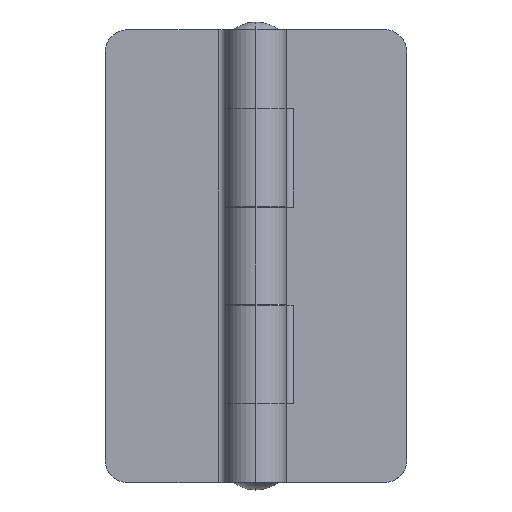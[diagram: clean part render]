
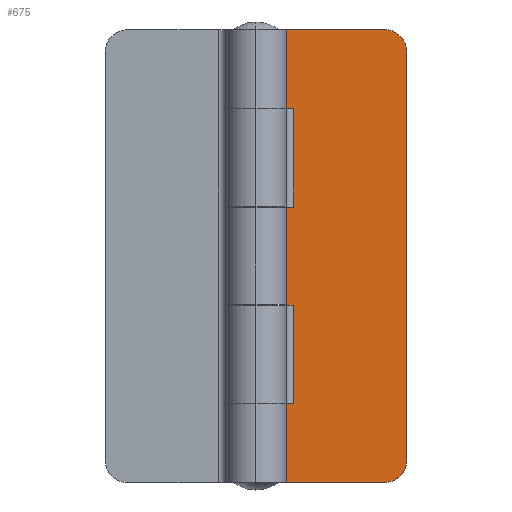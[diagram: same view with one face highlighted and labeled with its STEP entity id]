
A CAD part, top view. The second image highlights one B-rep face of the part: STEP entity #675.
In plain terms, the highlighted planar face has unit normal (0, 0, 1).
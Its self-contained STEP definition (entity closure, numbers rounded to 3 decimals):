
#615 = VERTEX_POINT ( 'NONE', #1485 ) ;
#625 = VERTEX_POINT ( 'NONE', #1530 ) ;
#635 = VERTEX_POINT ( 'NONE', #1513 ) ;
#637 = EDGE_CURVE ( 'NONE', #635, #638, #1512, .T. ) ;
#638 = VERTEX_POINT ( 'NONE', #1508 ) ;
#651 = ORIENTED_EDGE ( 'NONE', *, *, #652, .T. ) ;
#652 = EDGE_CURVE ( 'NONE', #734, #653, #1541, .T. ) ;
#653 = VERTEX_POINT ( 'NONE', #1602 ) ;
#654 = ORIENTED_EDGE ( 'NONE', *, *, #655, .T. ) ;
#655 = EDGE_CURVE ( 'NONE', #653, #656, #1601, .T. ) ;
#656 = VERTEX_POINT ( 'NONE', #1597 ) ;
#657 = ORIENTED_EDGE ( 'NONE', *, *, #658, .T. ) ;
#658 = EDGE_CURVE ( 'NONE', #683, #615, #1596, .T. ) ;
#659 = ORIENTED_EDGE ( 'NONE', *, *, #684, .T. ) ;
#660 = ORIENTED_EDGE ( 'NONE', *, *, #661, .T. ) ;
#661 = EDGE_CURVE ( 'NONE', #625, #662, #1592, .T. ) ;
#662 = VERTEX_POINT ( 'NONE', #1587 ) ;
#663 = ORIENTED_EDGE ( 'NONE', *, *, #664, .F. ) ;
#664 = EDGE_CURVE ( 'NONE', #665, #662, #1586, .T. ) ;
#665 = VERTEX_POINT ( 'NONE', #1582 ) ;
#666 = ORIENTED_EDGE ( 'NONE', *, *, #667, .T. ) ;
#667 = EDGE_CURVE ( 'NONE', #665, #638, #1580, .T. ) ;
#668 = ORIENTED_EDGE ( 'NONE', *, *, #637, .F. ) ;
#675 = ADVANCED_FACE ( 'NONE', ( #1629 ), #1628, .F. ) ;
#676 = EDGE_LOOP ( 'NONE', ( #677, #681, #657, #659, #660, #663, #666, #668, #726, #729, #732, #651, #654, #711 ) ) ;
#677 = ORIENTED_EDGE ( 'NONE', *, *, #678, .T. ) ;
#678 = EDGE_CURVE ( 'NONE', #679, #680, #1623, .T. ) ;
#679 = VERTEX_POINT ( 'NONE', #1619 ) ;
#680 = VERTEX_POINT ( 'NONE', #1618 ) ;
#681 = ORIENTED_EDGE ( 'NONE', *, *, #682, .T. ) ;
#682 = EDGE_CURVE ( 'NONE', #680, #683, #1617, .T. ) ;
#683 = VERTEX_POINT ( 'NONE', #1613 ) ;
#684 = EDGE_CURVE ( 'NONE', #615, #625, #1612, .T. ) ;
#711 = ORIENTED_EDGE ( 'NONE', *, *, #712, .T. ) ;
#712 = EDGE_CURVE ( 'NONE', #656, #679, #1682, .T. ) ;
#726 = ORIENTED_EDGE ( 'NONE', *, *, #727, .T. ) ;
#727 = EDGE_CURVE ( 'NONE', #635, #728, #1718, .T. ) ;
#728 = VERTEX_POINT ( 'NONE', #1714 ) ;
#729 = ORIENTED_EDGE ( 'NONE', *, *, #730, .T. ) ;
#730 = EDGE_CURVE ( 'NONE', #728, #731, #1713, .T. ) ;
#731 = VERTEX_POINT ( 'NONE', #1709 ) ;
#732 = ORIENTED_EDGE ( 'NONE', *, *, #733, .T. ) ;
#733 = EDGE_CURVE ( 'NONE', #731, #734, #1708, .T. ) ;
#734 = VERTEX_POINT ( 'NONE', #1704 ) ;
#1287 = DIRECTION ( 'NONE',  ( -1., 0., 0. ) ) ;
#1288 = VECTOR ( 'NONE', #1287, 1000. ) ;
#1485 = CARTESIAN_POINT ( 'NONE',  ( 4., -30., -6.5 ) ) ;
#1508 = CARTESIAN_POINT ( 'NONE',  ( 17., 30., -6.5 ) ) ;
#1509 = DIRECTION ( 'NONE',  ( 1., 0., 0. ) ) ;
#1510 = VECTOR ( 'NONE', #1509, 1000. ) ;
#1511 = CARTESIAN_POINT ( 'NONE',  ( 4., 30., -6.5 ) ) ;
#1512 = LINE ( 'NONE', #1511, #1510 ) ;
#1513 = CARTESIAN_POINT ( 'NONE',  ( 4., 30., -6.5 ) ) ;
#1530 = CARTESIAN_POINT ( 'NONE',  ( 17., -30., -6.5 ) ) ;
#1540 = CARTESIAN_POINT ( 'NONE',  ( -4., 6.5, -6.5 ) ) ;
#1541 = LINE ( 'NONE', #1540, #1288 ) ;
#1576 = DIRECTION ( 'NONE',  ( -1., 0., 0. ) ) ;
#1577 = DIRECTION ( 'NONE',  ( 0., 0., 1. ) ) ;
#1578 = CARTESIAN_POINT ( 'NONE',  ( 17., 27., -6.5 ) ) ;
#1579 = AXIS2_PLACEMENT_3D ( 'NONE', #1578, #1577, #1576 ) ;
#1580 = CIRCLE ( 'NONE', #1579, 3. ) ;
#1582 = CARTESIAN_POINT ( 'NONE',  ( 20., 27., -6.5 ) ) ;
#1583 = DIRECTION ( 'NONE',  ( 0., -1., 0. ) ) ;
#1584 = VECTOR ( 'NONE', #1583, 1000. ) ;
#1585 = CARTESIAN_POINT ( 'NONE',  ( 20., 30., -6.5 ) ) ;
#1586 = LINE ( 'NONE', #1585, #1584 ) ;
#1587 = CARTESIAN_POINT ( 'NONE',  ( 20., -27., -6.5 ) ) ;
#1588 = DIRECTION ( 'NONE',  ( -1., 0., 0. ) ) ;
#1589 = DIRECTION ( 'NONE',  ( 0., 0., 1. ) ) ;
#1590 = CARTESIAN_POINT ( 'NONE',  ( 17., -27., -6.5 ) ) ;
#1591 = AXIS2_PLACEMENT_3D ( 'NONE', #1590, #1589, #1588 ) ;
#1592 = CIRCLE ( 'NONE', #1591, 3. ) ;
#1593 = DIRECTION ( 'NONE',  ( 0., -1., 0. ) ) ;
#1594 = VECTOR ( 'NONE', #1593, 1000. ) ;
#1595 = CARTESIAN_POINT ( 'NONE',  ( 4., 30., -6.5 ) ) ;
#1596 = LINE ( 'NONE', #1595, #1594 ) ;
#1597 = CARTESIAN_POINT ( 'NONE',  ( 4., -6.5, -6.5 ) ) ;
#1598 = DIRECTION ( 'NONE',  ( 0., -1., 0. ) ) ;
#1599 = VECTOR ( 'NONE', #1598, 1000. ) ;
#1600 = CARTESIAN_POINT ( 'NONE',  ( 4., 30., -6.5 ) ) ;
#1601 = LINE ( 'NONE', #1600, #1599 ) ;
#1602 = CARTESIAN_POINT ( 'NONE',  ( 4., 6.5, -6.5 ) ) ;
#1609 = DIRECTION ( 'NONE',  ( 1., 0., 0. ) ) ;
#1610 = VECTOR ( 'NONE', #1609, 1000. ) ;
#1611 = CARTESIAN_POINT ( 'NONE',  ( 4., -30., -6.5 ) ) ;
#1612 = LINE ( 'NONE', #1611, #1610 ) ;
#1613 = CARTESIAN_POINT ( 'NONE',  ( 4., -19.5, -6.5 ) ) ;
#1614 = DIRECTION ( 'NONE',  ( -1., 0., 0. ) ) ;
#1615 = VECTOR ( 'NONE', #1614, 1000. ) ;
#1616 = CARTESIAN_POINT ( 'NONE',  ( -4., -19.5, -6.5 ) ) ;
#1617 = LINE ( 'NONE', #1616, #1615 ) ;
#1618 = CARTESIAN_POINT ( 'NONE',  ( 5., -19.5, -6.5 ) ) ;
#1619 = CARTESIAN_POINT ( 'NONE',  ( 5., -6.5, -6.5 ) ) ;
#1620 = DIRECTION ( 'NONE',  ( 0., -1., 0. ) ) ;
#1621 = VECTOR ( 'NONE', #1620, 1000. ) ;
#1622 = CARTESIAN_POINT ( 'NONE',  ( 5., -19.5, -6.5 ) ) ;
#1623 = LINE ( 'NONE', #1622, #1621 ) ;
#1624 = DIRECTION ( 'NONE',  ( -1., 0., 0. ) ) ;
#1625 = DIRECTION ( 'NONE',  ( 0., 0., -1. ) ) ;
#1626 = CARTESIAN_POINT ( 'NONE',  ( 4., 30., -6.5 ) ) ;
#1627 = AXIS2_PLACEMENT_3D ( 'NONE', #1626, #1625, #1624 ) ;
#1628 = PLANE ( 'NONE',  #1627 ) ;
#1629 = FACE_OUTER_BOUND ( 'NONE', #676, .T. ) ;
#1679 = DIRECTION ( 'NONE',  ( 1., 0., 0. ) ) ;
#1680 = VECTOR ( 'NONE', #1679, 1000. ) ;
#1681 = CARTESIAN_POINT ( 'NONE',  ( -4., -6.5, -6.5 ) ) ;
#1682 = LINE ( 'NONE', #1681, #1680 ) ;
#1704 = CARTESIAN_POINT ( 'NONE',  ( 5., 6.5, -6.5 ) ) ;
#1705 = DIRECTION ( 'NONE',  ( 0., -1., 0. ) ) ;
#1706 = VECTOR ( 'NONE', #1705, 1000. ) ;
#1707 = CARTESIAN_POINT ( 'NONE',  ( 5., 6.5, -6.5 ) ) ;
#1708 = LINE ( 'NONE', #1707, #1706 ) ;
#1709 = CARTESIAN_POINT ( 'NONE',  ( 5., 19.5, -6.5 ) ) ;
#1710 = DIRECTION ( 'NONE',  ( 1., 0., 0. ) ) ;
#1711 = VECTOR ( 'NONE', #1710, 1000. ) ;
#1712 = CARTESIAN_POINT ( 'NONE',  ( -4., 19.5, -6.5 ) ) ;
#1713 = LINE ( 'NONE', #1712, #1711 ) ;
#1714 = CARTESIAN_POINT ( 'NONE',  ( 4., 19.5, -6.5 ) ) ;
#1715 = DIRECTION ( 'NONE',  ( 0., -1., 0. ) ) ;
#1716 = VECTOR ( 'NONE', #1715, 1000. ) ;
#1717 = CARTESIAN_POINT ( 'NONE',  ( 4., 30., -6.5 ) ) ;
#1718 = LINE ( 'NONE', #1717, #1716 ) ;
